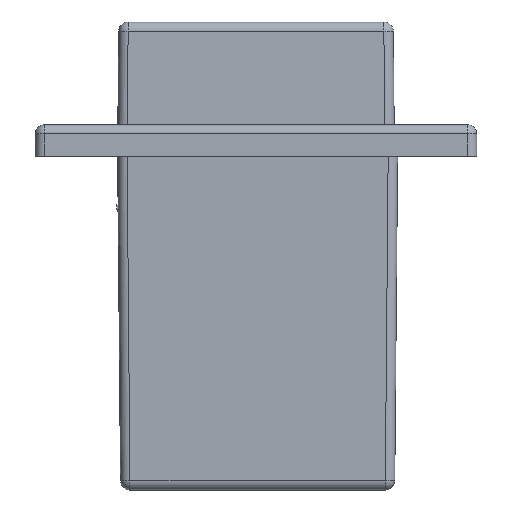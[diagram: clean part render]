
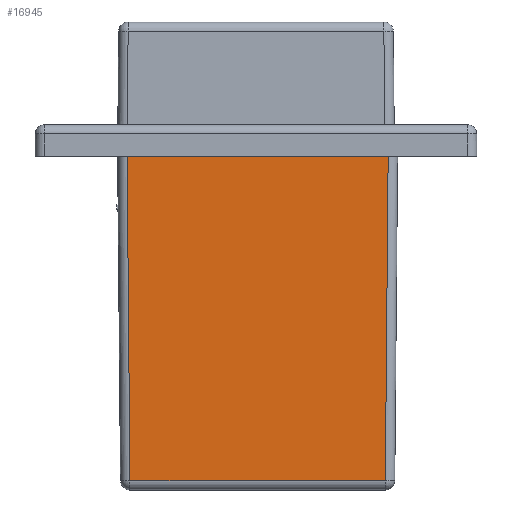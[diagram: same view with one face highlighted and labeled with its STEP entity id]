
A CAD part, left-side view. The second image highlights one B-rep face of the part: STEP entity #16945.
In plain terms, the highlighted planar face has unit normal (-1, 0, -0.009).
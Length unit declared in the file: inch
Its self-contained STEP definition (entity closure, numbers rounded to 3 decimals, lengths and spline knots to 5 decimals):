
#979 = EDGE_LOOP ( 'NONE', ( #38927, #52200, #52341, #52362 ) ) ;
#1318 = VERTEX_POINT ( 'NONE', #24419 ) ;
#1320 = VERTEX_POINT ( 'NONE', #24705 ) ;
#1520 = VERTEX_POINT ( 'NONE', #24689 ) ;
#1524 = VERTEX_POINT ( 'NONE', #24668 ) ;
#2243 = LINE ( 'NONE', #55643, #2249 ) ;
#2249 = VECTOR ( 'NONE', #55647, 39.37008 ) ;
#5379 = CARTESIAN_POINT ( 'NONE',  ( -0.31973, -0.43443, -0.04034 ) ) ;
#5385 = DIRECTION ( 'NONE',  ( 0., -1., 0. ) ) ;
#5732 = CARTESIAN_POINT ( 'NONE',  ( -0.3287, -0.41367, 0.98845 ) ) ;
#5738 = DIRECTION ( 'NONE',  ( -0.009, -0.009, 1. ) ) ;
#6177 = PLANE ( 'NONE',  #44686 ) ;
#6178 = CARTESIAN_POINT ( 'NONE',  ( -0.32008, 0.43504, 0. ) ) ;
#6183 = DIRECTION ( 'NONE',  ( -1., 0., -0.009 ) ) ;
#6184 = DIRECTION ( 'NONE',  ( -0.009, 0., 1. ) ) ;
#10181 = EDGE_CURVE ( 'NONE', #1520, #1524, #2243, .T. ) ;
#14595 = EDGE_CURVE ( 'NONE', #1520, #1318, #47456, .T. ) ;
#15133 = EDGE_CURVE ( 'NONE', #1318, #1320, #48176, .T. ) ;
#15315 = EDGE_CURVE ( 'NONE', #1320, #1524, #48398, .T. ) ;
#16945 = ADVANCED_FACE ( 'NONE', ( #18913 ), #6177, .T. ) ;
#18913 = FACE_OUTER_BOUND ( 'NONE', #979, .T. ) ;
#24419 = CARTESIAN_POINT ( 'NONE',  ( -0.31973, 0.40469, -0.04034 ) ) ;
#24668 = CARTESIAN_POINT ( 'NONE',  ( -0.3287, -0.41366, 0.98819 ) ) ;
#24689 = CARTESIAN_POINT ( 'NONE',  ( -0.3287, 0.41366, 0.98819 ) ) ;
#24705 = CARTESIAN_POINT ( 'NONE',  ( -0.31973, -0.40469, -0.04034 ) ) ;
#38927 = ORIENTED_EDGE ( 'NONE', *, *, #15133, .T. ) ;
#44686 = AXIS2_PLACEMENT_3D ( 'NONE', #6178, #6183, #6184 ) ;
#47456 = LINE ( 'NONE', #50560, #47462 ) ;
#47462 = VECTOR ( 'NONE', #50556, 39.37008 ) ;
#48176 = LINE ( 'NONE', #5379, #48178 ) ;
#48178 = VECTOR ( 'NONE', #5385, 39.37008 ) ;
#48394 = VECTOR ( 'NONE', #5738, 39.37008 ) ;
#48398 = LINE ( 'NONE', #5732, #48394 ) ;
#50556 = DIRECTION ( 'NONE',  ( 0.009, -0.009, -1. ) ) ;
#50560 = CARTESIAN_POINT ( 'NONE',  ( -0.32008, 0.40504, 0.00026 ) ) ;
#52200 = ORIENTED_EDGE ( 'NONE', *, *, #15315, .T. ) ;
#52341 = ORIENTED_EDGE ( 'NONE', *, *, #10181, .F. ) ;
#52362 = ORIENTED_EDGE ( 'NONE', *, *, #14595, .T. ) ;
#55643 = CARTESIAN_POINT ( 'NONE',  ( -0.3287, 0.43504, 0.98819 ) ) ;
#55647 = DIRECTION ( 'NONE',  ( 0., -1., 0. ) ) ;
